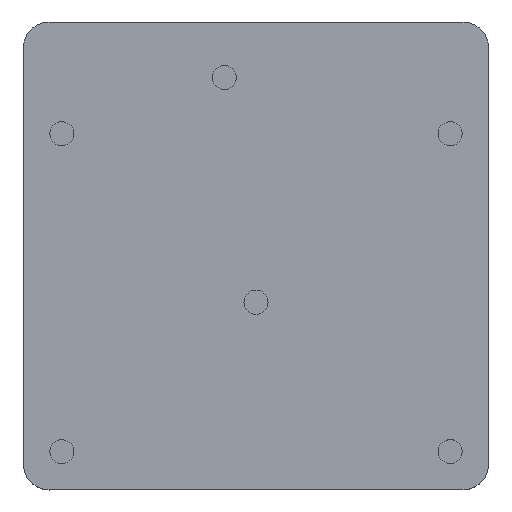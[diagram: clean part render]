
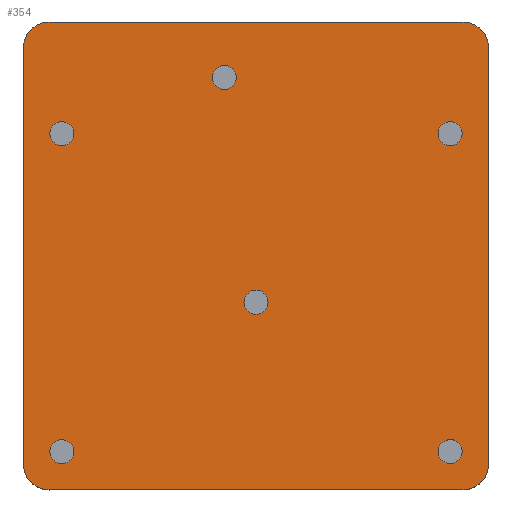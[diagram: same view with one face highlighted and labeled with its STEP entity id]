
A CAD part, top view. The second image highlights one B-rep face of the part: STEP entity #354.
In plain terms, the highlighted planar face has unit normal (0, 0, 1).
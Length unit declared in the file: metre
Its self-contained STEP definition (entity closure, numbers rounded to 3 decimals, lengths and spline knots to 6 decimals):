
#17=CIRCLE('',#385,0.005);
#19=CIRCLE('',#389,0.005);
#20=CIRCLE('',#392,0.005);
#21=CIRCLE('',#394,0.005);
#22=CIRCLE('',#396,0.00235);
#24=CIRCLE('',#399,0.00235);
#26=CIRCLE('',#402,0.00235);
#28=CIRCLE('',#405,0.00235);
#30=CIRCLE('',#408,0.00235);
#32=CIRCLE('',#412,0.00235);
#112=ORIENTED_EDGE('',*,*,#158,.T.);
#113=ORIENTED_EDGE('',*,*,#148,.F.);
#114=ORIENTED_EDGE('',*,*,#152,.T.);
#115=ORIENTED_EDGE('',*,*,#155,.F.);
#116=ORIENTED_EDGE('',*,*,#157,.T.);
#117=ORIENTED_EDGE('',*,*,#135,.F.);
#118=ORIENTED_EDGE('',*,*,#161,.T.);
#119=ORIENTED_EDGE('',*,*,#172,.F.);
#120=ORIENTED_EDGE('',*,*,#170,.F.);
#121=ORIENTED_EDGE('',*,*,#168,.F.);
#122=ORIENTED_EDGE('',*,*,#166,.F.);
#123=ORIENTED_EDGE('',*,*,#164,.F.);
#124=ORIENTED_EDGE('',*,*,#162,.F.);
#125=ORIENTED_EDGE('',*,*,#173,.F.);
#135=EDGE_CURVE('',#178,#179,#210,.T.);
#148=EDGE_CURVE('',#187,#188,#219,.T.);
#152=EDGE_CURVE('',#187,#190,#17,.T.);
#155=EDGE_CURVE('',#192,#190,#224,.T.);
#157=EDGE_CURVE('',#192,#179,#19,.T.);
#158=EDGE_CURVE('',#193,#188,#20,.T.);
#161=EDGE_CURVE('',#178,#194,#21,.T.);
#162=EDGE_CURVE('',#195,#195,#22,.T.);
#164=EDGE_CURVE('',#197,#197,#24,.T.);
#166=EDGE_CURVE('',#199,#199,#26,.T.);
#168=EDGE_CURVE('',#201,#201,#28,.T.);
#170=EDGE_CURVE('',#203,#203,#30,.T.);
#172=EDGE_CURVE('',#193,#194,#227,.T.);
#173=EDGE_CURVE('',#205,#205,#32,.T.);
#178=VERTEX_POINT('',#546);
#179=VERTEX_POINT('',#548);
#187=VERTEX_POINT('',#572);
#188=VERTEX_POINT('',#574);
#190=VERTEX_POINT('',#580);
#192=VERTEX_POINT('',#586);
#193=VERTEX_POINT('',#594);
#194=VERTEX_POINT('',#598);
#195=VERTEX_POINT('',#602);
#197=VERTEX_POINT('',#607);
#199=VERTEX_POINT('',#612);
#201=VERTEX_POINT('',#617);
#203=VERTEX_POINT('',#622);
#205=VERTEX_POINT('',#629);
#210=LINE('',#547,#231);
#219=LINE('',#573,#240);
#224=LINE('',#587,#245);
#227=LINE('',#626,#248);
#231=VECTOR('',#428,1.);
#240=VECTOR('',#453,1.);
#245=VECTOR('',#466,1.);
#248=VECTOR('',#517,1.);
#273=EDGE_LOOP('',(#112,#113,#114,#115,#116,#117,#118,#119));
#274=EDGE_LOOP('',(#120));
#275=EDGE_LOOP('',(#121));
#276=EDGE_LOOP('',(#122));
#277=EDGE_LOOP('',(#123));
#278=EDGE_LOOP('',(#124));
#279=EDGE_LOOP('',(#125));
#310=FACE_BOUND('',#273,.T.);
#311=FACE_BOUND('',#274,.T.);
#312=FACE_BOUND('',#275,.T.);
#313=FACE_BOUND('',#276,.T.);
#314=FACE_BOUND('',#277,.T.);
#315=FACE_BOUND('',#278,.T.);
#316=FACE_BOUND('',#279,.T.);
#329=PLANE('',#414);
#354=ADVANCED_FACE('',(#310,#311,#312,#313,#314,#315,#316),#329,.T.);
#385=AXIS2_PLACEMENT_3D('',#581,#460,#461);
#389=AXIS2_PLACEMENT_3D('',#590,#471,#472);
#392=AXIS2_PLACEMENT_3D('',#593,#477,#478);
#394=AXIS2_PLACEMENT_3D('',#599,#483,#484);
#396=AXIS2_PLACEMENT_3D('',#601,#487,#488);
#399=AXIS2_PLACEMENT_3D('',#606,#493,#494);
#402=AXIS2_PLACEMENT_3D('',#611,#499,#500);
#405=AXIS2_PLACEMENT_3D('',#616,#505,#506);
#408=AXIS2_PLACEMENT_3D('',#621,#511,#512);
#412=AXIS2_PLACEMENT_3D('',#628,#520,#521);
#414=AXIS2_PLACEMENT_3D('',#632,#524,#525);
#428=DIRECTION('',(-1.,0.,0.));
#453=DIRECTION('',(1.,0.,0.));
#460=DIRECTION('',(0.,0.,1.));
#461=DIRECTION('',(1.,0.,0.));
#466=DIRECTION('',(0.,1.,0.));
#471=DIRECTION('',(0.,0.,1.));
#472=DIRECTION('',(1.,0.,0.));
#477=DIRECTION('',(0.,0.,1.));
#478=DIRECTION('',(1.,0.,0.));
#483=DIRECTION('',(0.,0.,1.));
#484=DIRECTION('',(1.,0.,0.));
#487=DIRECTION('',(0.,0.,1.));
#488=DIRECTION('',(1.,0.,0.));
#493=DIRECTION('',(0.,0.,1.));
#494=DIRECTION('',(1.,0.,0.));
#499=DIRECTION('',(0.,0.,1.));
#500=DIRECTION('',(1.,0.,0.));
#505=DIRECTION('',(0.,0.,1.));
#506=DIRECTION('',(1.,0.,0.));
#511=DIRECTION('',(0.,0.,1.));
#512=DIRECTION('',(1.,0.,0.));
#517=DIRECTION('',(0.,-1.,0.));
#520=DIRECTION('',(0.,0.,1.));
#521=DIRECTION('',(1.,0.,0.));
#524=DIRECTION('',(0.,0.,1.));
#525=DIRECTION('',(1.,0.,0.));
#546=CARTESIAN_POINT('',(0.0405,-0.045797,0.007));
#547=CARTESIAN_POINT('',(0.0405,-0.045797,0.007));
#548=CARTESIAN_POINT('',(-0.0405,-0.045797,0.007));
#572=CARTESIAN_POINT('',(-0.0405,0.045797,0.007));
#573=CARTESIAN_POINT('',(0.0405,0.045797,0.007));
#574=CARTESIAN_POINT('',(0.0405,0.045797,0.007));
#580=CARTESIAN_POINT('',(-0.0455,0.040797,0.007));
#581=CARTESIAN_POINT('',(-0.0405,0.040797,0.007));
#586=CARTESIAN_POINT('',(-0.0455,-0.040797,0.007));
#587=CARTESIAN_POINT('',(-0.0455,0.,0.007));
#590=CARTESIAN_POINT('',(-0.0405,-0.040797,0.007));
#593=CARTESIAN_POINT('',(0.0405,0.040797,0.007));
#594=CARTESIAN_POINT('',(0.0455,0.040797,0.007));
#598=CARTESIAN_POINT('',(0.0455,-0.040797,0.007));
#599=CARTESIAN_POINT('',(0.0405,-0.040797,0.007));
#601=CARTESIAN_POINT('',(-0.0062,0.034942,0.007));
#602=CARTESIAN_POINT('',(-0.00385,0.034942,0.007));
#606=CARTESIAN_POINT('',(-0.038,-0.038308,0.007));
#607=CARTESIAN_POINT('',(-0.03565,-0.038308,0.007));
#611=CARTESIAN_POINT('',(0.038,-0.038278,0.007));
#612=CARTESIAN_POINT('',(0.04035,-0.038278,0.007));
#616=CARTESIAN_POINT('',(0.038,0.023942,0.007));
#617=CARTESIAN_POINT('',(0.04035,0.023942,0.007));
#621=CARTESIAN_POINT('',(-0.038,0.023942,0.007));
#622=CARTESIAN_POINT('',(-0.03565,0.023942,0.007));
#626=CARTESIAN_POINT('',(0.0455,0.,0.007));
#628=CARTESIAN_POINT('',(0.,-0.009058,0.007));
#629=CARTESIAN_POINT('',(0.00235,-0.009058,0.007));
#632=CARTESIAN_POINT('',(0.,0.,0.007));
